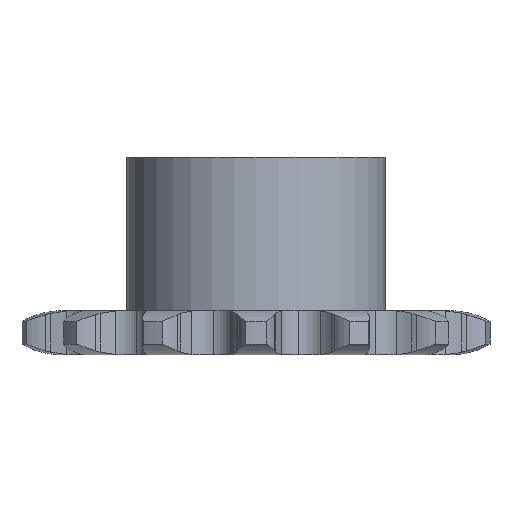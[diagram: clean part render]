
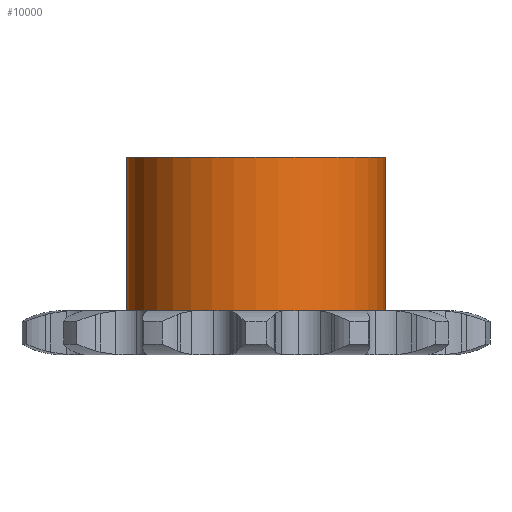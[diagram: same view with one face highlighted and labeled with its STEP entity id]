
A CAD part, left-side view. The second image highlights one B-rep face of the part: STEP entity #10000.
In plain terms, the highlighted cylindrical face has radius 8.5 mm (diameter 17 mm), a full revolution.
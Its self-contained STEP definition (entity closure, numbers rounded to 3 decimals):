
#446 = PLANE('',#447);
#447 = AXIS2_PLACEMENT_3D('',#448,#449,#450);
#448 = CARTESIAN_POINT('',(0.,0.,2.9));
#449 = DIRECTION('',(-0.,-0.,-1.));
#450 = DIRECTION('',(-1.,0.,0.));
#2305 = EDGE_CURVE('',#2306,#2306,#2308,.T.);
#2306 = VERTEX_POINT('',#2307);
#2307 = CARTESIAN_POINT('',(8.5,0.,2.9));
#2308 = SURFACE_CURVE('',#2309,(#2314,#2321),.PCURVE_S1.);
#2309 = CIRCLE('',#2310,8.5);
#2310 = AXIS2_PLACEMENT_3D('',#2311,#2312,#2313);
#2311 = CARTESIAN_POINT('',(0.,0.,2.9));
#2312 = DIRECTION('',(0.,0.,-1.));
#2313 = DIRECTION('',(1.,0.,0.));
#2314 = PCURVE('',#446,#2315);
#2315 = DEFINITIONAL_REPRESENTATION('',(#2316),#2320);
#2316 = CIRCLE('',#2317,8.5);
#2317 = AXIS2_PLACEMENT_2D('',#2318,#2319);
#2318 = CARTESIAN_POINT('',(0.,0.));
#2319 = DIRECTION('',(-1.,0.));
#2320 = ( GEOMETRIC_REPRESENTATION_CONTEXT(2) 
PARAMETRIC_REPRESENTATION_CONTEXT() REPRESENTATION_CONTEXT('2D SPACE',''
  ) );
#2321 = PCURVE('',#2322,#2327);
#2322 = CYLINDRICAL_SURFACE('',#2323,8.5);
#2323 = AXIS2_PLACEMENT_3D('',#2324,#2325,#2326);
#2324 = CARTESIAN_POINT('',(0.,0.,0.));
#2325 = DIRECTION('',(-0.,-0.,-1.));
#2326 = DIRECTION('',(1.,0.,0.));
#2327 = DEFINITIONAL_REPRESENTATION('',(#2328),#2332);
#2328 = LINE('',#2329,#2330);
#2329 = CARTESIAN_POINT('',(-6.283,-2.9));
#2330 = VECTOR('',#2331,1.);
#2331 = DIRECTION('',(1.,-0.));
#2332 = ( GEOMETRIC_REPRESENTATION_CONTEXT(2) 
PARAMETRIC_REPRESENTATION_CONTEXT() REPRESENTATION_CONTEXT('2D SPACE',''
  ) );
#10000 = ADVANCED_FACE('',(#10001),#2322,.T.);
#10001 = FACE_BOUND('',#10002,.F.);
#10002 = EDGE_LOOP('',(#10003,#10004,#10027,#10054));
#10003 = ORIENTED_EDGE('',*,*,#2305,.T.);
#10004 = ORIENTED_EDGE('',*,*,#10005,.T.);
#10005 = EDGE_CURVE('',#2306,#10006,#10008,.T.);
#10006 = VERTEX_POINT('',#10007);
#10007 = CARTESIAN_POINT('',(8.5,0.,13.));
#10008 = SEAM_CURVE('',#10009,(#10013,#10020),.PCURVE_S1.);
#10009 = LINE('',#10010,#10011);
#10010 = CARTESIAN_POINT('',(8.5,0.,0.));
#10011 = VECTOR('',#10012,1.);
#10012 = DIRECTION('',(0.,0.,1.));
#10013 = PCURVE('',#2322,#10014);
#10014 = DEFINITIONAL_REPRESENTATION('',(#10015),#10019);
#10015 = LINE('',#10016,#10017);
#10016 = CARTESIAN_POINT('',(-6.283,0.));
#10017 = VECTOR('',#10018,1.);
#10018 = DIRECTION('',(-0.,-1.));
#10019 = ( GEOMETRIC_REPRESENTATION_CONTEXT(2) 
PARAMETRIC_REPRESENTATION_CONTEXT() REPRESENTATION_CONTEXT('2D SPACE',''
  ) );
#10020 = PCURVE('',#2322,#10021);
#10021 = DEFINITIONAL_REPRESENTATION('',(#10022),#10026);
#10022 = LINE('',#10023,#10024);
#10023 = CARTESIAN_POINT('',(-0.,0.));
#10024 = VECTOR('',#10025,1.);
#10025 = DIRECTION('',(-0.,-1.));
#10026 = ( GEOMETRIC_REPRESENTATION_CONTEXT(2) 
PARAMETRIC_REPRESENTATION_CONTEXT() REPRESENTATION_CONTEXT('2D SPACE',''
  ) );
#10027 = ORIENTED_EDGE('',*,*,#10028,.T.);
#10028 = EDGE_CURVE('',#10006,#10006,#10029,.T.);
#10029 = SURFACE_CURVE('',#10030,(#10035,#10042),.PCURVE_S1.);
#10030 = CIRCLE('',#10031,8.5);
#10031 = AXIS2_PLACEMENT_3D('',#10032,#10033,#10034);
#10032 = CARTESIAN_POINT('',(0.,0.,13.));
#10033 = DIRECTION('',(0.,0.,1.));
#10034 = DIRECTION('',(1.,0.,0.));
#10035 = PCURVE('',#2322,#10036);
#10036 = DEFINITIONAL_REPRESENTATION('',(#10037),#10041);
#10037 = LINE('',#10038,#10039);
#10038 = CARTESIAN_POINT('',(-0.,-13.));
#10039 = VECTOR('',#10040,1.);
#10040 = DIRECTION('',(-1.,0.));
#10041 = ( GEOMETRIC_REPRESENTATION_CONTEXT(2) 
PARAMETRIC_REPRESENTATION_CONTEXT() REPRESENTATION_CONTEXT('2D SPACE',''
  ) );
#10042 = PCURVE('',#10043,#10048);
#10043 = PLANE('',#10044);
#10044 = AXIS2_PLACEMENT_3D('',#10045,#10046,#10047);
#10045 = CARTESIAN_POINT('',(0.,0.,13.)
  );
#10046 = DIRECTION('',(0.,0.,1.));
#10047 = DIRECTION('',(1.,0.,0.));
#10048 = DEFINITIONAL_REPRESENTATION('',(#10049),#10053);
#10049 = CIRCLE('',#10050,8.5);
#10050 = AXIS2_PLACEMENT_2D('',#10051,#10052);
#10051 = CARTESIAN_POINT('',(0.,0.));
#10052 = DIRECTION('',(1.,0.));
#10053 = ( GEOMETRIC_REPRESENTATION_CONTEXT(2) 
PARAMETRIC_REPRESENTATION_CONTEXT() REPRESENTATION_CONTEXT('2D SPACE',''
  ) );
#10054 = ORIENTED_EDGE('',*,*,#10005,.F.);
